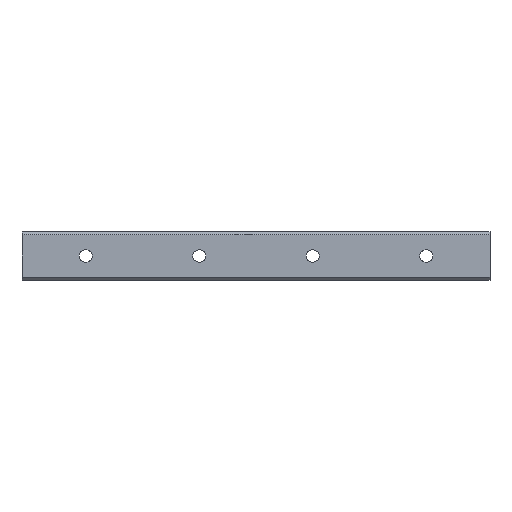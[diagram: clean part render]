
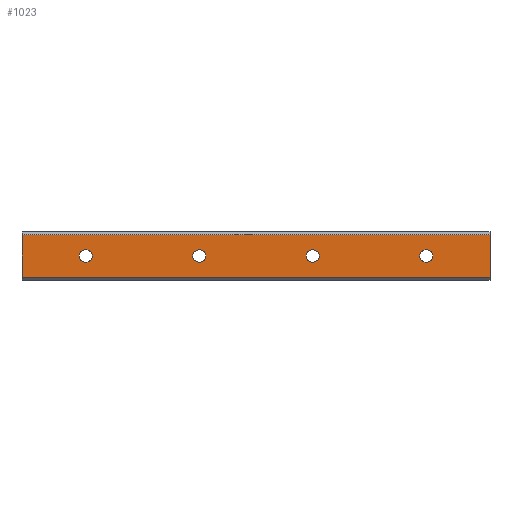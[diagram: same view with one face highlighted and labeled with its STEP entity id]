
A CAD part, front view. The second image highlights one B-rep face of the part: STEP entity #1023.
In plain terms, the highlighted planar face has unit normal (0, -1, 0).
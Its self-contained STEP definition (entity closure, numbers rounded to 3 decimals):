
#26 = CARTESIAN_POINT ( 'NONE',  ( 285., 0., 14.95 ) ) ;
#35 = VECTOR ( 'NONE', #1522, 1000. ) ;
#37 = EDGE_CURVE ( 'NONE', #199, #893, #1149, .T. ) ;
#44 = CARTESIAN_POINT ( 'NONE',  ( 80., 0., 4.5 ) ) ;
#52 = CARTESIAN_POINT ( 'NONE',  ( 80., 0., 0. ) ) ;
#64 = AXIS2_PLACEMENT_3D ( 'NONE', #938, #340, #1033 ) ;
#83 = DIRECTION ( 'NONE',  ( 0., -1., 0. ) ) ;
#86 = VERTEX_POINT ( 'NONE', #44 ) ;
#92 = DIRECTION ( 'NONE',  ( -1., 0., 0. ) ) ;
#104 = EDGE_CURVE ( 'NONE', #893, #199, #1413, .T. ) ;
#108 = ORIENTED_EDGE ( 'NONE', *, *, #1116, .F. ) ;
#111 = CIRCLE ( 'NONE', #505, 4.5 ) ;
#120 = EDGE_CURVE ( 'NONE', #576, #1121, #876, .T. ) ;
#127 = DIRECTION ( 'NONE',  ( 0., 1., 0. ) ) ;
#128 = VERTEX_POINT ( 'NONE', #1449 ) ;
#186 = ORIENTED_EDGE ( 'NONE', *, *, #964, .F. ) ;
#190 = DIRECTION ( 'NONE',  ( 0., 0., 1. ) ) ;
#199 = VERTEX_POINT ( 'NONE', #1336 ) ;
#271 = CARTESIAN_POINT ( 'NONE',  ( 0., 0., 4.5 ) ) ;
#295 = EDGE_LOOP ( 'NONE', ( #1147, #1031 ) ) ;
#332 = EDGE_CURVE ( 'NONE', #1391, #576, #1039, .T. ) ;
#340 = DIRECTION ( 'NONE',  ( 0., -1., 0. ) ) ;
#342 = VERTEX_POINT ( 'NONE', #1264 ) ;
#348 = CARTESIAN_POINT ( 'NONE',  ( 160., 0., 0. ) ) ;
#351 = EDGE_CURVE ( 'NONE', #342, #128, #805, .T. ) ;
#367 = FACE_BOUND ( 'NONE', #295, .T. ) ;
#377 = VECTOR ( 'NONE', #92, 1000. ) ;
#385 = CIRCLE ( 'NONE', #1250, 4.5 ) ;
#406 = ORIENTED_EDGE ( 'NONE', *, *, #682, .F. ) ;
#421 = CARTESIAN_POINT ( 'NONE',  ( 285., 0., -14.95 ) ) ;
#464 = CIRCLE ( 'NONE', #64, 4.5 ) ;
#474 = DIRECTION ( 'NONE',  ( 0., -1., 0. ) ) ;
#483 = AXIS2_PLACEMENT_3D ( 'NONE', #596, #617, #495 ) ;
#485 = AXIS2_PLACEMENT_3D ( 'NONE', #812, #83, #1168 ) ;
#486 = AXIS2_PLACEMENT_3D ( 'NONE', #1180, #127, #1429 ) ;
#495 = DIRECTION ( 'NONE',  ( 0., 0., 1. ) ) ;
#499 = FACE_BOUND ( 'NONE', #1117, .T. ) ;
#505 = AXIS2_PLACEMENT_3D ( 'NONE', #348, #910, #1288 ) ;
#528 = VERTEX_POINT ( 'NONE', #1105 ) ;
#546 = ORIENTED_EDGE ( 'NONE', *, *, #973, .F. ) ;
#568 = DIRECTION ( 'NONE',  ( 0., 0., 1. ) ) ;
#576 = VERTEX_POINT ( 'NONE', #1252 ) ;
#596 = CARTESIAN_POINT ( 'NONE',  ( 240., 0., 0. ) ) ;
#597 = EDGE_CURVE ( 'NONE', #1272, #857, #677, .T. ) ;
#617 = DIRECTION ( 'NONE',  ( 0., -1., 0. ) ) ;
#621 = DIRECTION ( 'NONE',  ( 1., 0., 0. ) ) ;
#639 = DIRECTION ( 'NONE',  ( 0., 0., 1. ) ) ;
#654 = CARTESIAN_POINT ( 'NONE',  ( 240., 0., 0. ) ) ;
#657 = ORIENTED_EDGE ( 'NONE', *, *, #597, .F. ) ;
#677 = CIRCLE ( 'NONE', #1244, 4.5 ) ;
#682 = EDGE_CURVE ( 'NONE', #128, #342, #111, .T. ) ;
#709 = FACE_BOUND ( 'NONE', #1297, .T. ) ;
#711 = CARTESIAN_POINT ( 'NONE',  ( 0., 0., 0. ) ) ;
#756 = DIRECTION ( 'NONE',  ( 0., -1., 0. ) ) ;
#769 = DIRECTION ( 'NONE',  ( 0., -1., 0. ) ) ;
#776 = VECTOR ( 'NONE', #621, 1000. ) ;
#778 = CARTESIAN_POINT ( 'NONE',  ( 80., 0., -4.5 ) ) ;
#783 = EDGE_CURVE ( 'NONE', #857, #1272, #1441, .T. ) ;
#805 = CIRCLE ( 'NONE', #485, 4.5 ) ;
#812 = CARTESIAN_POINT ( 'NONE',  ( 160., 0., 0. ) ) ;
#857 = VERTEX_POINT ( 'NONE', #942 ) ;
#876 = LINE ( 'NONE', #981, #922 ) ;
#884 = DIRECTION ( 'NONE',  ( 0., -1., 0. ) ) ;
#893 = VERTEX_POINT ( 'NONE', #1040 ) ;
#910 = DIRECTION ( 'NONE',  ( 0., -1., 0. ) ) ;
#922 = VECTOR ( 'NONE', #639, 1000. ) ;
#938 = CARTESIAN_POINT ( 'NONE',  ( 80., 0., 0. ) ) ;
#942 = CARTESIAN_POINT ( 'NONE',  ( 0., 0., -4.5 ) ) ;
#951 = LINE ( 'NONE', #26, #776 ) ;
#964 = EDGE_CURVE ( 'NONE', #86, #1281, #464, .T. ) ;
#970 = FACE_BOUND ( 'NONE', #1306, .T. ) ;
#973 = EDGE_CURVE ( 'NONE', #528, #1391, #1387, .T. ) ;
#981 = CARTESIAN_POINT ( 'NONE',  ( -45., 0., 14.95 ) ) ;
#1023 = ADVANCED_FACE ( 'NONE', ( #1202, #709, #367, #970, #499 ), #1407, .F. ) ;
#1031 = ORIENTED_EDGE ( 'NONE', *, *, #37, .F. ) ;
#1033 = DIRECTION ( 'NONE',  ( 0., 0., 1. ) ) ;
#1039 = LINE ( 'NONE', #1511, #377 ) ;
#1040 = CARTESIAN_POINT ( 'NONE',  ( 240., 0., 4.5 ) ) ;
#1050 = CARTESIAN_POINT ( 'NONE',  ( 285., 0., 14.95 ) ) ;
#1094 = AXIS2_PLACEMENT_3D ( 'NONE', #654, #756, #1226 ) ;
#1105 = CARTESIAN_POINT ( 'NONE',  ( 285., 0., 14.95 ) ) ;
#1116 = EDGE_CURVE ( 'NONE', #1121, #528, #951, .T. ) ;
#1117 = EDGE_LOOP ( 'NONE', ( #186, #1166 ) ) ;
#1121 = VERTEX_POINT ( 'NONE', #1440 ) ;
#1147 = ORIENTED_EDGE ( 'NONE', *, *, #104, .F. ) ;
#1149 = CIRCLE ( 'NONE', #483, 4.5 ) ;
#1166 = ORIENTED_EDGE ( 'NONE', *, *, #1333, .F. ) ;
#1168 = DIRECTION ( 'NONE',  ( 0., 0., 1. ) ) ;
#1180 = CARTESIAN_POINT ( 'NONE',  ( 285., 0., 14.95 ) ) ;
#1202 = FACE_OUTER_BOUND ( 'NONE', #1438, .T. ) ;
#1226 = DIRECTION ( 'NONE',  ( 0., 0., 1. ) ) ;
#1241 = DIRECTION ( 'NONE',  ( 0., 0., 1. ) ) ;
#1244 = AXIS2_PLACEMENT_3D ( 'NONE', #1354, #769, #1241 ) ;
#1250 = AXIS2_PLACEMENT_3D ( 'NONE', #52, #884, #190 ) ;
#1252 = CARTESIAN_POINT ( 'NONE',  ( -45., 0., -14.95 ) ) ;
#1264 = CARTESIAN_POINT ( 'NONE',  ( 160., 0., 4.5 ) ) ;
#1272 = VERTEX_POINT ( 'NONE', #271 ) ;
#1281 = VERTEX_POINT ( 'NONE', #778 ) ;
#1288 = DIRECTION ( 'NONE',  ( 0., 0., 1. ) ) ;
#1297 = EDGE_LOOP ( 'NONE', ( #657, #1442 ) ) ;
#1306 = EDGE_LOOP ( 'NONE', ( #1445, #406 ) ) ;
#1333 = EDGE_CURVE ( 'NONE', #1281, #86, #385, .T. ) ;
#1336 = CARTESIAN_POINT ( 'NONE',  ( 240., 0., -4.5 ) ) ;
#1354 = CARTESIAN_POINT ( 'NONE',  ( 0., 0., 0. ) ) ;
#1372 = ORIENTED_EDGE ( 'NONE', *, *, #120, .F. ) ;
#1387 = LINE ( 'NONE', #1050, #35 ) ;
#1391 = VERTEX_POINT ( 'NONE', #421 ) ;
#1407 = PLANE ( 'NONE',  #486 ) ;
#1413 = CIRCLE ( 'NONE', #1094, 4.5 ) ;
#1414 = AXIS2_PLACEMENT_3D ( 'NONE', #711, #474, #568 ) ;
#1429 = DIRECTION ( 'NONE',  ( 0., 0., 1. ) ) ;
#1438 = EDGE_LOOP ( 'NONE', ( #1459, #546, #108, #1372 ) ) ;
#1440 = CARTESIAN_POINT ( 'NONE',  ( -45., 0., 14.95 ) ) ;
#1441 = CIRCLE ( 'NONE', #1414, 4.5 ) ;
#1442 = ORIENTED_EDGE ( 'NONE', *, *, #783, .F. ) ;
#1445 = ORIENTED_EDGE ( 'NONE', *, *, #351, .F. ) ;
#1449 = CARTESIAN_POINT ( 'NONE',  ( 160., 0., -4.5 ) ) ;
#1459 = ORIENTED_EDGE ( 'NONE', *, *, #332, .F. ) ;
#1511 = CARTESIAN_POINT ( 'NONE',  ( 285., 0., -14.95 ) ) ;
#1522 = DIRECTION ( 'NONE',  ( 0., 0., -1. ) ) ;
